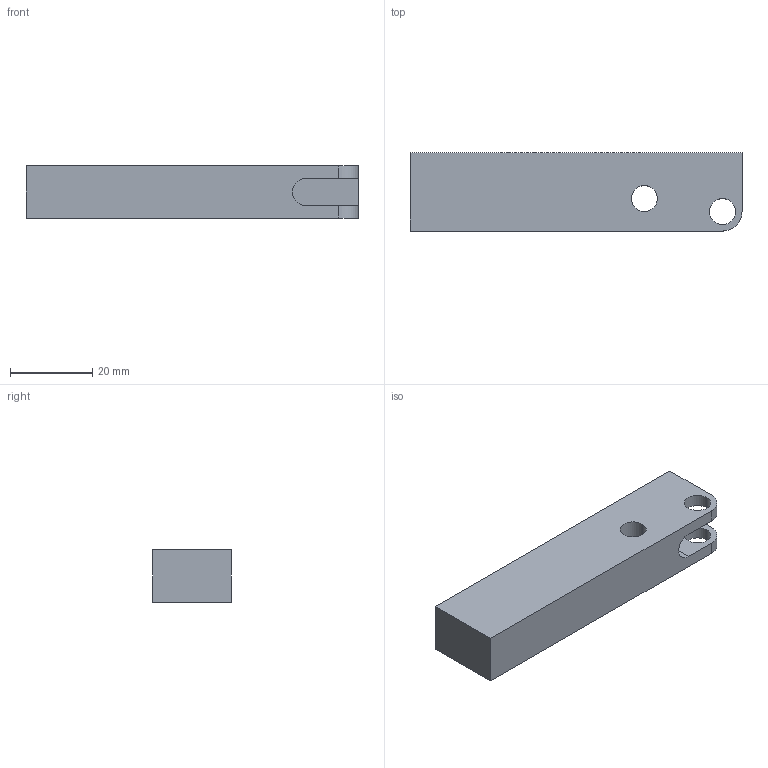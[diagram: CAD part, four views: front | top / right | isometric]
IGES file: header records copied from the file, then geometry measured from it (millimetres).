
Start section:  PTC IGES file: ilcm91601102.igs
Global section: file name: ilcm91601102.igs; native system: Pro/ENGINEER by Parametric Technology Corporation; preprocessor: 2004290; author: KR; organization: Unknown; date: 060427.144245; units: millimetre
Bounding box: 80.95 x 19.05 x 12.7 mm (x, y, z)
Surface area: 6147.5 mm2 (no closed solid volume)
Topology: 0 solids, 0 shells, 18 faces, 96 edges, 96 vertices
Faces by surface type: bspline 9, revolution 9
